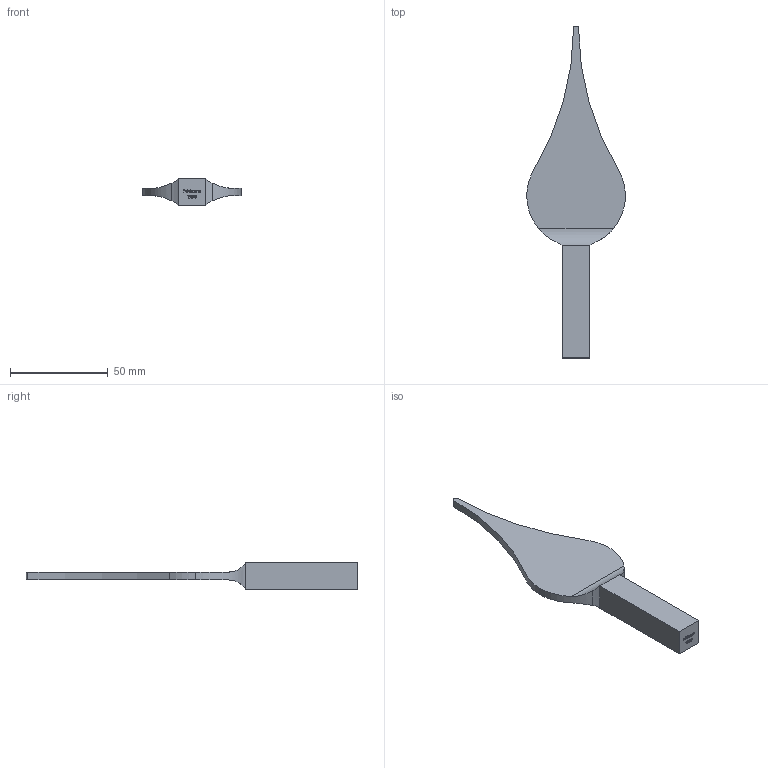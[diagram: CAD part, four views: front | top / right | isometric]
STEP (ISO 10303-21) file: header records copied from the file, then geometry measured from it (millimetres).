
FILE_DESCRIPTION (( 'STEP AP203' ), '1' );
FILE_NAME ('129-9.STEP', '2016-06-08T13:51:57', ( '' ), ( '' ), 'SwSTEP 2.0', 'SolidWorks 2015', '' );
FILE_SCHEMA (( 'CONFIG_CONTROL_DESIGN' ));
Length unit declared in the file: millimetre
Products named in the file (1): 129-9
Bounding box: 50.43 x 170 x 14 mm (x, y, z)
Volume: 23059.6 mm3; surface area: 10228.6 mm2
Topology: 1 solids, 1 shells, 185 faces, 491 edges, 326 vertices
Faces by surface type: plane 102, bspline 72, cylinder 11
Entity records: 9412 total; most frequent: CARTESIAN_POINT 5231, ORIENTED_EDGE 982, DIRECTION 581, EDGE_CURVE 491, VERTEX_POINT 326, VECTOR 325, LINE 325, EDGE_LOOP 203
